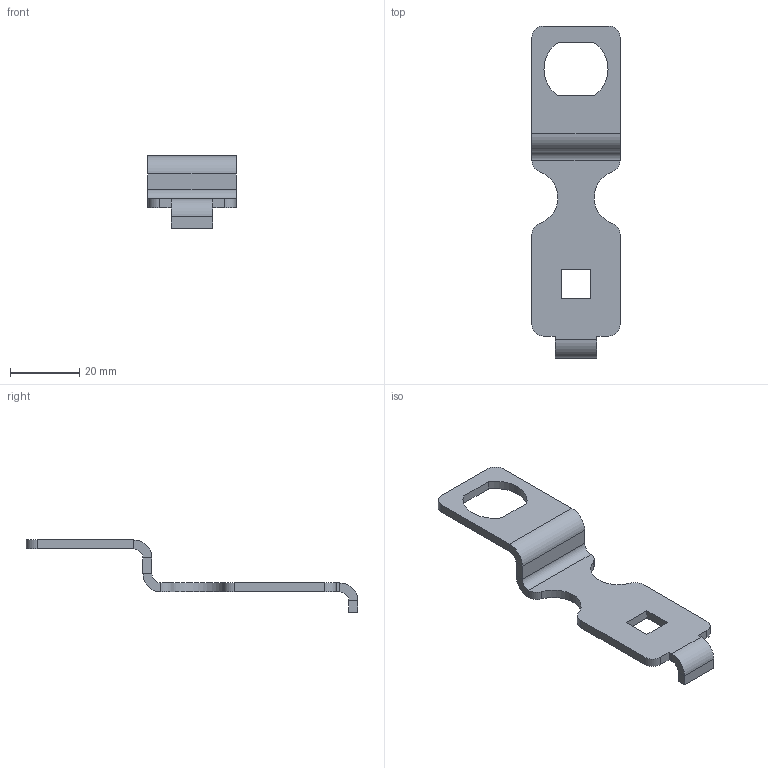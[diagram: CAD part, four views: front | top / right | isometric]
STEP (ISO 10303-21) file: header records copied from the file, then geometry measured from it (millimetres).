
FILE_DESCRIPTION((''),'2;1');
FILE_NAME('176296_ASM','2013-10-15T',('pdmadmin'),(''),'PRO/ENGINEER BY PARAMETRIC TECHNOLOGY CORPORATION, 2012300','PRO/ENGINEER BY PARAMETRIC TECHNOLOGY CORPORATION, 2012300','');
FILE_SCHEMA(('CONFIG_CONTROL_DESIGN'));
Length unit declared in the file: millimetre
Products named in the file (2): 176295; 176296_ASM
Assembly tree (1 placements, depth 2):
  176296_ASM
    176295
Bounding box: 25.4 x 95.76 x 20.8 mm (x, y, z)
Volume: 5488.3 mm3; surface area: 5173.8 mm2
Topology: 1 solids, 1 shells, 52 faces, 126 edges, 76 vertices
Faces by surface type: plane 34, cylinder 18
Entity records: 1569 total; most frequent: DIRECTION 272, CARTESIAN_POINT 257, ORIENTED_EDGE 252, EDGE_CURVE 126, AXIS2_PLACEMENT_3D 91, VECTOR 90, LINE 90, VERTEX_POINT 76
